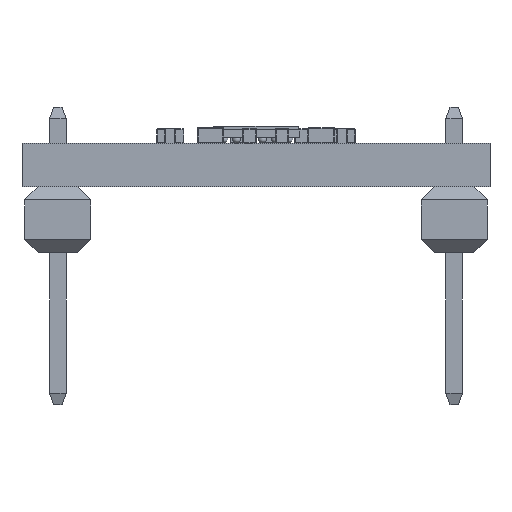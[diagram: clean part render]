
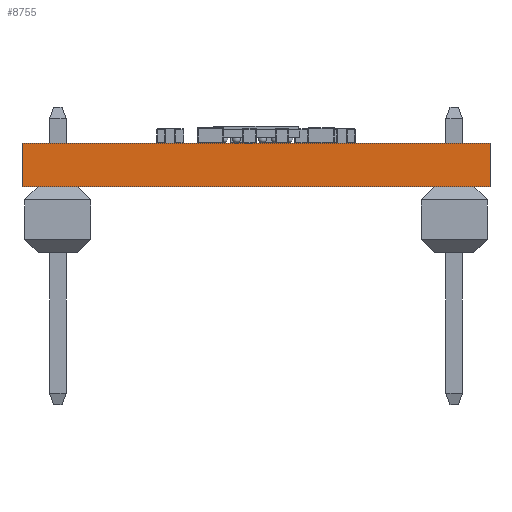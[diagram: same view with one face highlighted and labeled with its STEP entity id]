
A CAD part, front view. The second image highlights one B-rep face of the part: STEP entity #8755.
In plain terms, the highlighted planar face has unit normal (0, -1, 0).
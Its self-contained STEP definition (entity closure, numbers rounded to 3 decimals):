
#335=PLANE('',#9458);
#725=FACE_OUTER_BOUND('',#1272,.T.);
#1272=EDGE_LOOP('',(#6044,#6045,#6046,#6047));
#1967=LINE('',#13089,#2850);
#1968=LINE('',#13092,#2851);
#1969=LINE('',#13094,#2852);
#1970=LINE('',#13095,#2853);
#2850=VECTOR('',#10501,10.);
#2851=VECTOR('',#10504,10.);
#2852=VECTOR('',#10505,10.);
#2853=VECTOR('',#10506,10.);
#4069=VERTEX_POINT('',#13085);
#4070=VERTEX_POINT('',#13087);
#4071=VERTEX_POINT('',#13091);
#4072=VERTEX_POINT('',#13093);
#4821=EDGE_CURVE('',#4069,#4070,#1967,.T.);
#4822=EDGE_CURVE('',#4071,#4069,#1968,.T.);
#4823=EDGE_CURVE('',#4072,#4070,#1969,.T.);
#4824=EDGE_CURVE('',#4071,#4072,#1970,.T.);
#6044=ORIENTED_EDGE('',*,*,#4822,.T.);
#6045=ORIENTED_EDGE('',*,*,#4821,.T.);
#6046=ORIENTED_EDGE('',*,*,#4823,.F.);
#6047=ORIENTED_EDGE('',*,*,#4824,.F.);
#8755=ADVANCED_FACE('',(#725),#335,.T.);
#9458=AXIS2_PLACEMENT_3D('',#13090,#10502,#10503);
#10501=DIRECTION('',(0.,0.,1.));
#10502=DIRECTION('center_axis',(0.,-1.,0.));
#10503=DIRECTION('ref_axis',(1.,0.,0.));
#10504=DIRECTION('',(1.,0.,0.));
#10505=DIRECTION('',(1.,0.,0.));
#10506=DIRECTION('',(0.,0.,1.));
#13085=CARTESIAN_POINT('',(9.,-12.8,0.));
#13087=CARTESIAN_POINT('',(9.,-12.8,1.671));
#13089=CARTESIAN_POINT('',(9.,-12.8,0.));
#13090=CARTESIAN_POINT('Origin',(-9.,-12.8,0.));
#13091=CARTESIAN_POINT('',(-9.,-12.8,0.));
#13092=CARTESIAN_POINT('',(-9.,-12.8,0.));
#13093=CARTESIAN_POINT('',(-9.,-12.8,1.671));
#13094=CARTESIAN_POINT('',(-9.,-12.8,1.671));
#13095=CARTESIAN_POINT('',(-9.,-12.8,0.));
